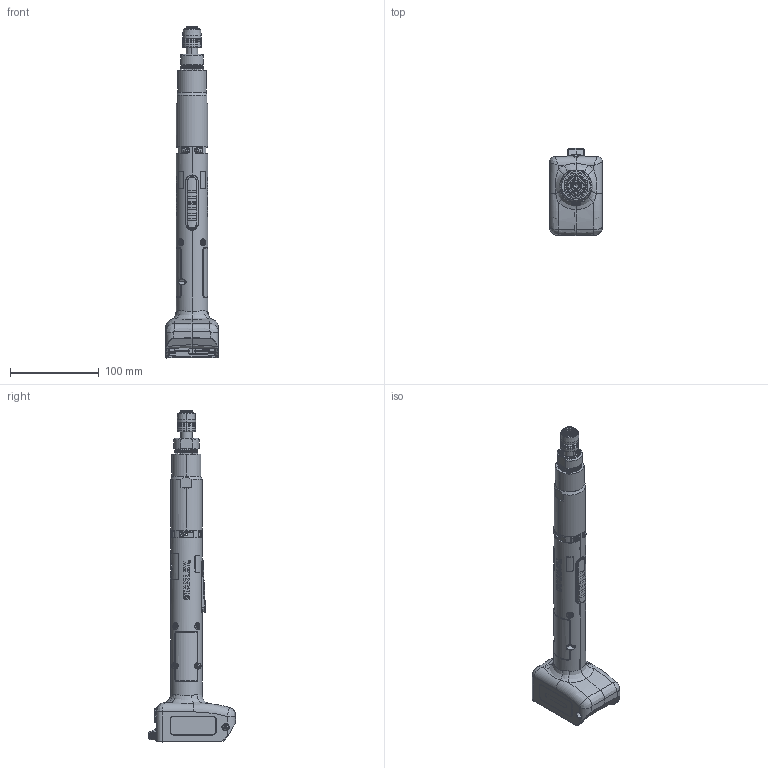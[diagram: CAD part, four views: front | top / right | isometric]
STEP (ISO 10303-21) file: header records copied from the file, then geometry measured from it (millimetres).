
FILE_DESCRIPTION((''),'2;1');
FILE_NAME('B12LB-8','2017-05-31T',('DMG0713'),(''),'PRO/ENGINEER BY PARAMETRIC TECHNOLOGY CORPORATION, 2010430','PRO/ENGINEER BY PARAMETRIC TECHNOLOGY CORPORATION, 2010430','');
FILE_SCHEMA(('CONFIG_CONTROL_DESIGN'));
Length unit declared in the file: inch
Products named in the file (1): B12LB-8
Bounding box: 59.56 x 98.3 x 374.06 mm (x, y, z)
Surface area: 119620.6 mm2 (no closed solid volume)
Topology: 0 solids, 125 shells, 1884 faces, 7534 edges, 5556 vertices
Faces by surface type: cylinder 692, plane 625, bspline 315, cone 143, torus 74, extrusion 26, sphere 9
Entity records: 104465 total; most frequent: CARTESIAN_POINT 48925, ORIENTED_EDGE 10569, DIRECTION 10017, EDGE_CURVE 7524, VERTEX_POINT 5556, VECTOR 3385, LINE 3359, AXIS2_PLACEMENT_3D 3316
